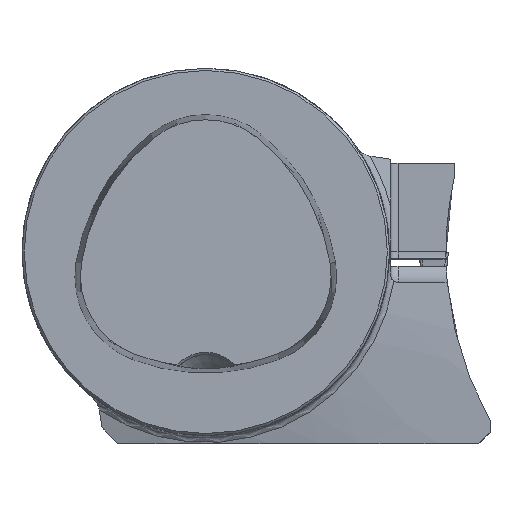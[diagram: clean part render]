
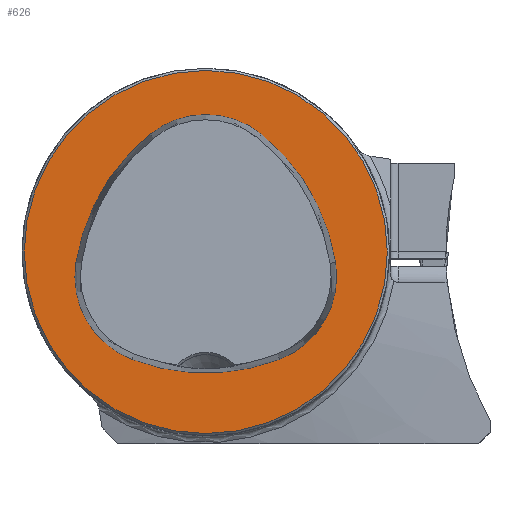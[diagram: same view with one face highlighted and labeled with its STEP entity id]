
A CAD part, top view. The second image highlights one B-rep face of the part: STEP entity #626.
In plain terms, the highlighted planar face has unit normal (0, 0, 1).
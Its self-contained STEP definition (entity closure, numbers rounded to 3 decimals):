
#110=FACE_BOUND('',#869,.T.);
#111=FACE_BOUND('',#870,.T.);
#192=PLANE('',#2356);
#626=ADVANCED_FACE('CU_FL_N1_SU_1',(#110,#111),#192,.T.);
#869=EDGE_LOOP('',(#1233,#1234,#1235,#1236,#1237,#1238));
#870=EDGE_LOOP('',(#1239));
#975=CIRCLE('',#2347,28.075);
#977=CIRCLE('',#2350,28.075);
#978=CIRCLE('',#2351,12.075);
#979=CIRCLE('',#2352,12.075);
#980=CIRCLE('',#2353,28.075);
#981=CIRCLE('',#2354,12.075);
#982=CIRCLE('',#2355,24.7);
#1233=ORIENTED_EDGE('',*,*,#2011,.F.);
#1234=ORIENTED_EDGE('',*,*,#2012,.F.);
#1235=ORIENTED_EDGE('',*,*,#2004,.F.);
#1236=ORIENTED_EDGE('',*,*,#2013,.F.);
#1237=ORIENTED_EDGE('',*,*,#2014,.F.);
#1238=ORIENTED_EDGE('',*,*,#2015,.F.);
#1239=ORIENTED_EDGE('',*,*,#2016,.T.);
#1763=VERTEX_POINT('',#3861);
#1764=VERTEX_POINT('',#3863);
#1770=VERTEX_POINT('',#3895);
#1771=VERTEX_POINT('',#3896);
#1772=VERTEX_POINT('',#3899);
#1773=VERTEX_POINT('',#3901);
#1774=VERTEX_POINT('',#3904);
#2004=EDGE_CURVE('',#1763,#1764,#975,.T.);
#2011=EDGE_CURVE('',#1770,#1771,#977,.T.);
#2012=EDGE_CURVE('',#1764,#1770,#978,.T.);
#2013=EDGE_CURVE('',#1772,#1763,#979,.T.);
#2014=EDGE_CURVE('',#1773,#1772,#980,.T.);
#2015=EDGE_CURVE('',#1771,#1773,#981,.T.);
#2016=EDGE_CURVE('',#1774,#1774,#982,.T.);
#2347=AXIS2_PLACEMENT_3D('',#3862,#2700,#2701);
#2350=AXIS2_PLACEMENT_3D('',#3894,#2707,#2708);
#2351=AXIS2_PLACEMENT_3D('',#3897,#2709,#2710);
#2352=AXIS2_PLACEMENT_3D('',#3898,#2711,#2712);
#2353=AXIS2_PLACEMENT_3D('',#3900,#2713,#2714);
#2354=AXIS2_PLACEMENT_3D('',#3902,#2715,#2716);
#2355=AXIS2_PLACEMENT_3D('',#3903,#2717,#2718);
#2356=AXIS2_PLACEMENT_3D('',#3905,#2719,#2720);
#2700=DIRECTION('',(0.,0.,1.));
#2701=DIRECTION('',(-1.,0.,0.));
#2707=DIRECTION('',(0.,0.,1.));
#2708=DIRECTION('',(-1.,0.,0.));
#2709=DIRECTION('',(0.,0.,1.));
#2710=DIRECTION('',(-1.,0.,0.));
#2711=DIRECTION('',(0.,0.,1.));
#2712=DIRECTION('',(-1.,0.,0.));
#2713=DIRECTION('',(0.,0.,1.));
#2714=DIRECTION('',(-1.,0.,0.));
#2715=DIRECTION('',(0.,0.,1.));
#2716=DIRECTION('',(-1.,0.,0.));
#2717=DIRECTION('',(0.,0.,1.));
#2718=DIRECTION('',(-1.,0.,0.));
#2719=DIRECTION('',(0.,0.,1.));
#2720=DIRECTION('',(-1.,0.,0.));
#3861=CARTESIAN_POINT('',(-10.05,-14.595,0.));
#3862=CARTESIAN_POINT('',(0.,11.62,0.));
#3863=CARTESIAN_POINT('',(10.05,-14.595,0.));
#3894=CARTESIAN_POINT('',(-10.078,-5.807,0.));
#3895=CARTESIAN_POINT('',(17.656,-1.443,0.));
#3896=CARTESIAN_POINT('',(7.606,15.999,0.));
#3897=CARTESIAN_POINT('',(5.727,-3.32,0.));
#3898=CARTESIAN_POINT('',(-5.727,-3.32,0.));
#3899=CARTESIAN_POINT('',(-17.656,-1.443,0.));
#3900=CARTESIAN_POINT('',(10.078,-5.807,0.));
#3901=CARTESIAN_POINT('',(-7.606,15.999,0.));
#3902=CARTESIAN_POINT('',(0.,6.62,0.));
#3903=CARTESIAN_POINT('',(0.,0.,0.));
#3904=CARTESIAN_POINT('',(-24.7,0.,0.));
#3905=CARTESIAN_POINT('',(0.,0.,0.));
